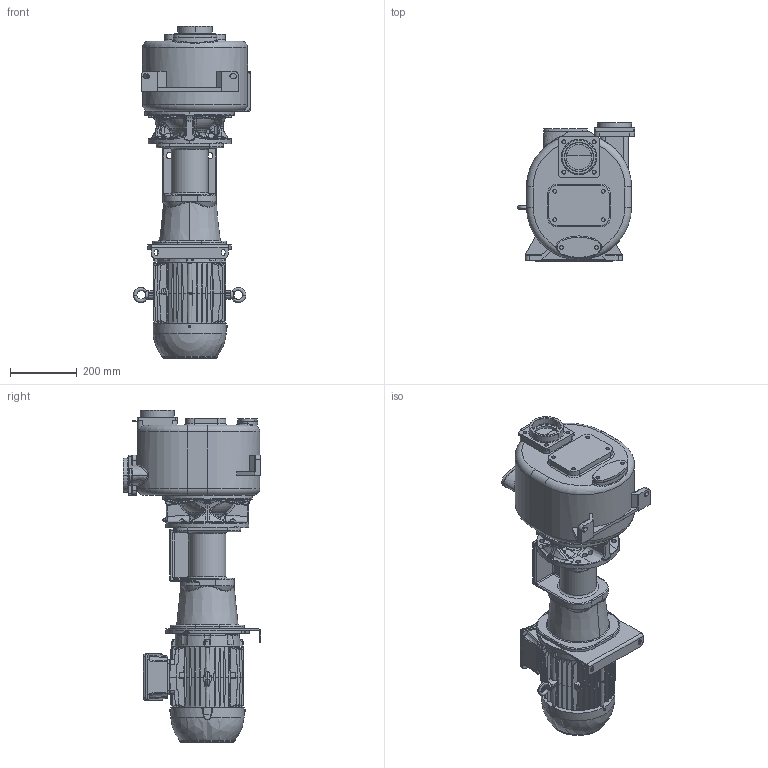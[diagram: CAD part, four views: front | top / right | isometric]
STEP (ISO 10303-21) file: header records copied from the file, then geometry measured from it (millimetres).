
FILE_DESCRIPTION((''),'2;1');
FILE_NAME('S_85_BBT','2021-06-08T15:28:04',('Nicola'),(''),'CREO PARAMETRIC BY PTC INC, 2020342','CREO PARAMETRIC BY PTC INC, 2020342','');
FILE_SCHEMA(('CONFIG_CONTROL_DESIGN'));
Products named in the file (1): S_85_BBT
Bounding box: 349.98 x 412 x 992.6 mm (x, y, z)
Volume: 42169023.7 mm3; surface area: 1695628.6 mm2
Topology: 3 solids, 3 shells, 3399 faces, 8413 edges, 5279 vertices
Faces by surface type: plane 1885, bspline 538, cylinder 429, cone 395, torus 103, sphere 25, revolution 14, extrusion 10
Entity records: 165422 total; most frequent: CARTESIAN_POINT 89735, ORIENTED_EDGE 16818, DIRECTION 13761, EDGE_CURVE 8409, VERTEX_POINT 5279, AXIS2_PLACEMENT_3D 4700, VECTOR 4347, LINE 4337
